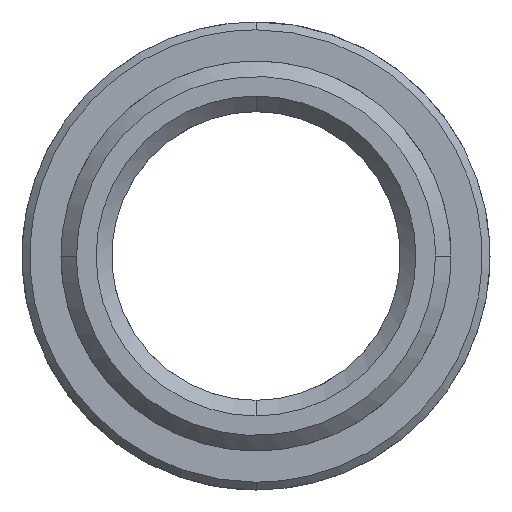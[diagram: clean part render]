
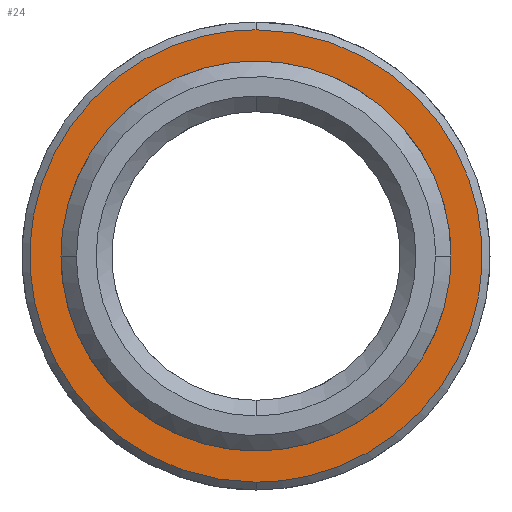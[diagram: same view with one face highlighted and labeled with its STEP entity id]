
A CAD part, front view. The second image highlights one B-rep face of the part: STEP entity #24.
In plain terms, the highlighted planar face has unit normal (0, -1, 0).
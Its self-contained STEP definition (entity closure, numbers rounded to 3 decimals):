
#14=FACE_BOUND('',#71,.T.);
#24=ADVANCED_FACE('',(#47,#14),#309,.T.);
#47=FACE_OUTER_BOUND('',#70,.T.);
#70=EDGE_LOOP('',(#119,#120));
#71=EDGE_LOOP('',(#121,#122));
#119=ORIENTED_EDGE('',*,*,#230,.F.);
#120=ORIENTED_EDGE('',*,*,#224,.F.);
#121=ORIENTED_EDGE('',*,*,#200,.T.);
#122=ORIENTED_EDGE('',*,*,#191,.T.);
#191=EDGE_CURVE('',#287,#286,#251,.T.);
#200=EDGE_CURVE('',#286,#287,#258,.T.);
#224=EDGE_CURVE('',#284,#307,#272,.T.);
#230=EDGE_CURVE('',#307,#284,#278,.T.);
#251=(
BOUNDED_CURVE()
B_SPLINE_CURVE(2,(#784,#785,#786,#787,#788),.UNSPECIFIED.,.F.,.F.)
B_SPLINE_CURVE_WITH_KNOTS((3,2,3),(1.571,3.142,4.712),
 .UNSPECIFIED.)
CURVE()
GEOMETRIC_REPRESENTATION_ITEM()
RATIONAL_B_SPLINE_CURVE((1.,0.707,1.,0.707,1.))
REPRESENTATION_ITEM('')
);
#258=(
BOUNDED_CURVE()
B_SPLINE_CURVE(2,(#817,#818,#819,#820,#821),.UNSPECIFIED.,.F.,.F.)
B_SPLINE_CURVE_WITH_KNOTS((3,2,3),(1.571,3.142,4.712),
 .UNSPECIFIED.)
CURVE()
GEOMETRIC_REPRESENTATION_ITEM()
RATIONAL_B_SPLINE_CURVE((1.,0.707,1.,0.707,1.))
REPRESENTATION_ITEM('')
);
#272=(
BOUNDED_CURVE()
B_SPLINE_CURVE(2,(#907,#908,#909,#910,#911),.UNSPECIFIED.,.F.,.F.)
B_SPLINE_CURVE_WITH_KNOTS((3,2,3),(-94.248,-70.686,
-47.124),.UNSPECIFIED.)
CURVE()
GEOMETRIC_REPRESENTATION_ITEM()
RATIONAL_B_SPLINE_CURVE((1.,0.707,1.,0.707,1.))
REPRESENTATION_ITEM('')
);
#278=(
BOUNDED_CURVE()
B_SPLINE_CURVE(2,(#929,#930,#931,#932,#933),.UNSPECIFIED.,.F.,.F.)
B_SPLINE_CURVE_WITH_KNOTS((3,2,3),(-47.124,-23.562,
0.),.UNSPECIFIED.)
CURVE()
GEOMETRIC_REPRESENTATION_ITEM()
RATIONAL_B_SPLINE_CURVE((1.,0.707,1.,0.707,1.))
REPRESENTATION_ITEM('')
);
#284=VERTEX_POINT('',#742);
#286=VERTEX_POINT('',#744);
#287=VERTEX_POINT('',#745);
#307=VERTEX_POINT('',#765);
#309=PLANE('',#420);
#420=AXIS2_PLACEMENT_3D('',#526,#426,$);
#426=DIRECTION('',(0.,-1.,0.));
#526=CARTESIAN_POINT('',(17.401,8.,-17.401));
#742=CARTESIAN_POINT('',(0.,8.,14.5));
#744=CARTESIAN_POINT('',(11.5,8.,0.));
#745=CARTESIAN_POINT('',(-11.5,8.,0.));
#765=CARTESIAN_POINT('',(0.,8.,-14.5));
#784=CARTESIAN_POINT('',(-11.5,8.,0.));
#785=CARTESIAN_POINT('',(-11.5,8.,11.5));
#786=CARTESIAN_POINT('',(0.,8.,11.5));
#787=CARTESIAN_POINT('',(11.5,8.,11.5));
#788=CARTESIAN_POINT('',(11.5,8.,0.));
#817=CARTESIAN_POINT('',(11.5,8.,0.));
#818=CARTESIAN_POINT('',(11.5,8.,-11.5));
#819=CARTESIAN_POINT('',(0.,8.,-11.5));
#820=CARTESIAN_POINT('',(-11.5,8.,-11.5));
#821=CARTESIAN_POINT('',(-11.5,8.,0.));
#907=CARTESIAN_POINT('',(0.,8.,14.5));
#908=CARTESIAN_POINT('',(14.5,8.,14.5));
#909=CARTESIAN_POINT('',(14.5,8.,0.));
#910=CARTESIAN_POINT('',(14.5,8.,-14.5));
#911=CARTESIAN_POINT('',(0.,8.,-14.5));
#929=CARTESIAN_POINT('',(0.,8.,-14.5));
#930=CARTESIAN_POINT('',(-14.5,8.,-14.5));
#931=CARTESIAN_POINT('',(-14.5,8.,0.));
#932=CARTESIAN_POINT('',(-14.5,8.,14.5));
#933=CARTESIAN_POINT('',(0.,8.,14.5));
